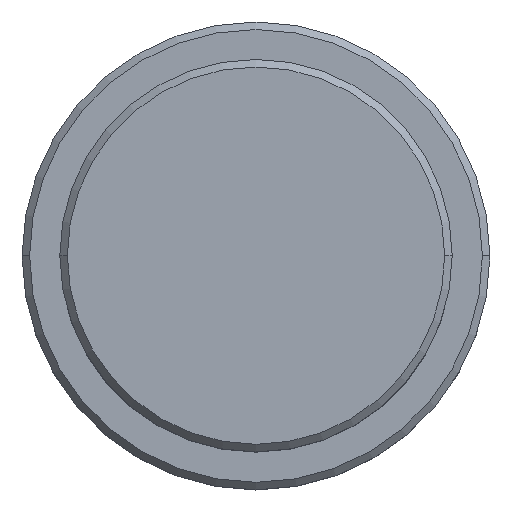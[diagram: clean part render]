
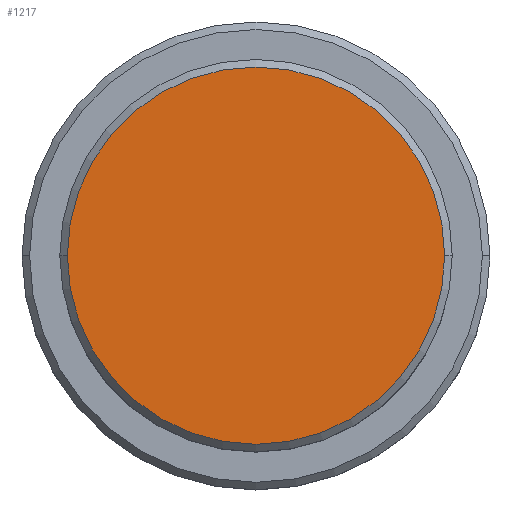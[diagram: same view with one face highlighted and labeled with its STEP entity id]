
A CAD part, top view. The second image highlights one B-rep face of the part: STEP entity #1217.
In plain terms, the highlighted planar face has unit normal (0, 0, 1).
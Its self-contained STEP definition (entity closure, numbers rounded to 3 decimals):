
#40 = VERTEX_POINT ( 'NONE', #668 ) ;
#41 = DIRECTION ( 'NONE',  ( 1., 0., 0. ) ) ;
#122 = EDGE_CURVE ( 'NONE', #40, #537, #516, .T. ) ;
#223 = CIRCLE ( 'NONE', #1219, 12.5 ) ;
#256 = ORIENTED_EDGE ( 'NONE', *, *, #122, .T. ) ;
#266 = DIRECTION ( 'NONE',  ( 0., 0., 1. ) ) ;
#386 = AXIS2_PLACEMENT_3D ( 'NONE', #765, #1303, #1319 ) ;
#438 = PLANE ( 'NONE',  #386 ) ;
#466 = DIRECTION ( 'NONE',  ( 0., 0., 1. ) ) ;
#516 = CIRCLE ( 'NONE', #983, 12.5 ) ;
#537 = VERTEX_POINT ( 'NONE', #880 ) ;
#603 = CARTESIAN_POINT ( 'NONE',  ( 0., 0., 0. ) ) ;
#668 = CARTESIAN_POINT ( 'NONE',  ( -12.5, 0., 0. ) ) ;
#675 = CARTESIAN_POINT ( 'NONE',  ( 0., 0., 0. ) ) ;
#698 = ORIENTED_EDGE ( 'NONE', *, *, #835, .T. ) ;
#765 = CARTESIAN_POINT ( 'NONE',  ( 0., 0., 0. ) ) ;
#835 = EDGE_CURVE ( 'NONE', #537, #40, #223, .T. ) ;
#864 = FACE_OUTER_BOUND ( 'NONE', #991, .T. ) ;
#880 = CARTESIAN_POINT ( 'NONE',  ( 12.5, 0., 0. ) ) ;
#983 = AXIS2_PLACEMENT_3D ( 'NONE', #603, #266, #1040 ) ;
#991 = EDGE_LOOP ( 'NONE', ( #256, #698 ) ) ;
#1040 = DIRECTION ( 'NONE',  ( 1., 0., 0. ) ) ;
#1217 = ADVANCED_FACE ( 'NONE', ( #864 ), #438, .T. ) ;
#1219 = AXIS2_PLACEMENT_3D ( 'NONE', #675, #466, #41 ) ;
#1303 = DIRECTION ( 'NONE',  ( 0., 0., 1. ) ) ;
#1319 = DIRECTION ( 'NONE',  ( 1., 0., 0. ) ) ;
